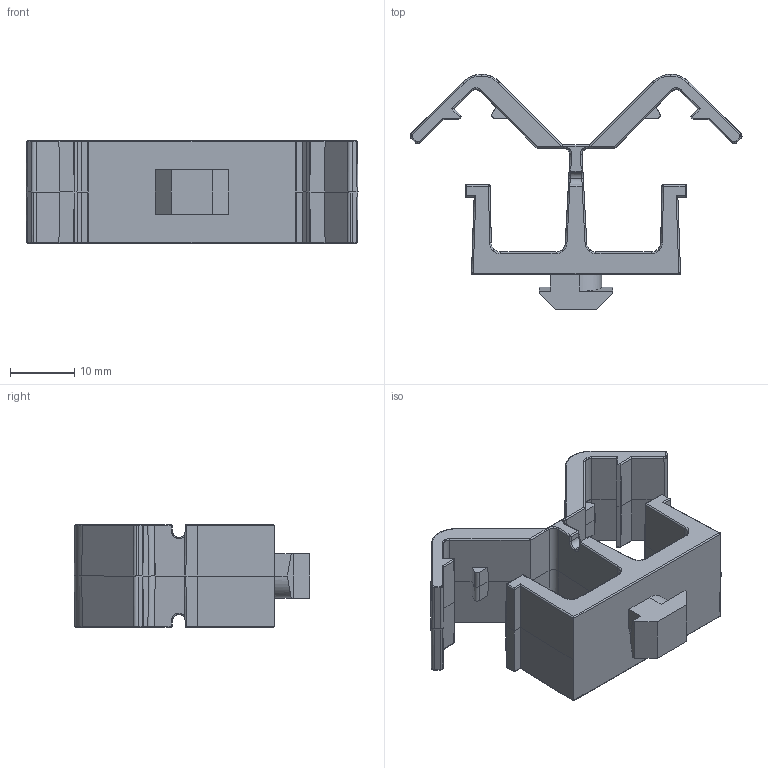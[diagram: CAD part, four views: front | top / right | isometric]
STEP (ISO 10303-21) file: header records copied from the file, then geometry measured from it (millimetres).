
FILE_DESCRIPTION (( 'STEP AP214' ), '1' );
FILE_NAME ('6828012', '2019-01-30T08:35:46', ( '' ), ('JUGARD+KÜNSTNER GmbH'), 'SwSTEP 2.0', 'SolidWorks 2017', '' );
FILE_SCHEMA (( 'AUTOMOTIVE_DESIGN' ));
Length unit declared in the file: millimetre
Products named in the file (1): 6828012
Bounding box: 51.73 x 36.7 x 16 mm (x, y, z)
Volume: 6314 mm3; surface area: 5424.3 mm2
Topology: 1 solids, 1 shells, 358 faces, 824 edges, 469 vertices
Faces by surface type: cylinder 153, plane 112, bspline 87, cone 6
Entity records: 11016 total; most frequent: CARTESIAN_POINT 3731, ORIENTED_EDGE 1650, DIRECTION 1324, EDGE_CURVE 825, VERTEX_POINT 470, AXIS2_PLACEMENT_3D 443, LINE 438, VECTOR 438
